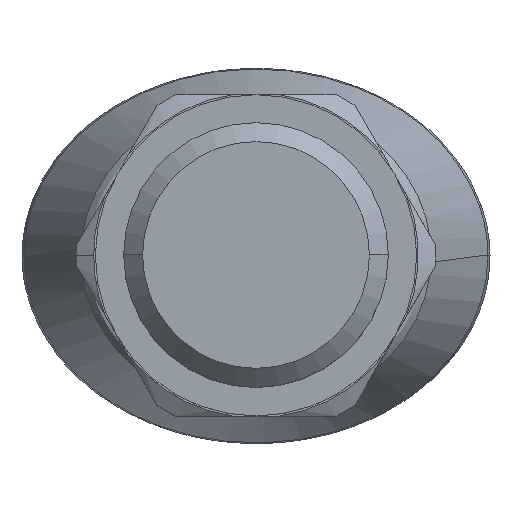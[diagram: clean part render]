
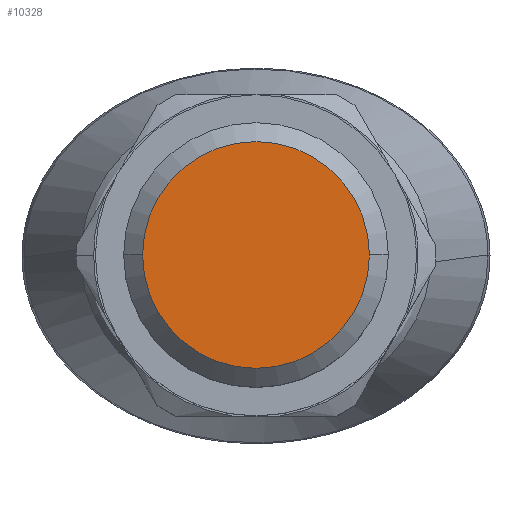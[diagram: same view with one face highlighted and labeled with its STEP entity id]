
A CAD part, top view. The second image highlights one B-rep face of the part: STEP entity #10328.
In plain terms, the highlighted planar face has unit normal (0, 0, 1).
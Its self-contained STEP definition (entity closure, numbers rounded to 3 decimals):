
#653 = ORIENTED_EDGE ( 'NONE', *, *, #11708, .T. ) ;
#1261 = DIRECTION ( 'NONE',  ( 1., 0., 0. ) ) ;
#1465 = DIRECTION ( 'NONE',  ( 1., 0., 0. ) ) ;
#2637 = PLANE ( 'NONE',  #15754 ) ;
#2754 = DIRECTION ( 'NONE',  ( 0., 0., 1. ) ) ;
#3958 = CARTESIAN_POINT ( 'NONE',  ( 0., 0., 11. ) ) ;
#5039 = CARTESIAN_POINT ( 'NONE',  ( -6., 0., 11. ) ) ;
#5293 = VERTEX_POINT ( 'NONE', #5591 ) ;
#5591 = CARTESIAN_POINT ( 'NONE',  ( 6., 0., 11. ) ) ;
#6038 = EDGE_LOOP ( 'NONE', ( #653, #15046 ) ) ;
#7891 = EDGE_CURVE ( 'NONE', #5293, #10696, #11684, .T. ) ;
#8300 = DIRECTION ( 'NONE',  ( 0., 0., 1. ) ) ;
#10309 = CIRCLE ( 'NONE', #11522, 6. ) ;
#10328 = ADVANCED_FACE ( 'NONE', ( #13604 ), #2637, .T. ) ;
#10696 = VERTEX_POINT ( 'NONE', #5039 ) ;
#10996 = CARTESIAN_POINT ( 'NONE',  ( 9.815, 0., 11. ) ) ;
#11076 = AXIS2_PLACEMENT_3D ( 'NONE', #18037, #14940, #17766 ) ;
#11522 = AXIS2_PLACEMENT_3D ( 'NONE', #3958, #2754, #1465 ) ;
#11684 = CIRCLE ( 'NONE', #11076, 6. ) ;
#11708 = EDGE_CURVE ( 'NONE', #10696, #5293, #10309, .T. ) ;
#13604 = FACE_OUTER_BOUND ( 'NONE', #6038, .T. ) ;
#14940 = DIRECTION ( 'NONE',  ( 0., 0., 1. ) ) ;
#15046 = ORIENTED_EDGE ( 'NONE', *, *, #7891, .T. ) ;
#15754 = AXIS2_PLACEMENT_3D ( 'NONE', #10996, #8300, #1261 ) ;
#17766 = DIRECTION ( 'NONE',  ( 1., 0., 0. ) ) ;
#18037 = CARTESIAN_POINT ( 'NONE',  ( 0., 0., 11. ) ) ;
